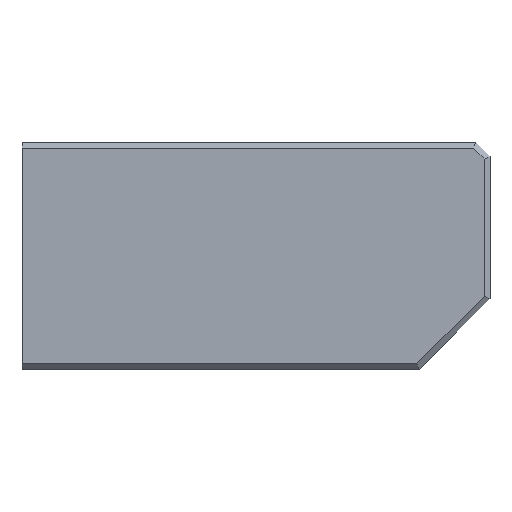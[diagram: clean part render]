
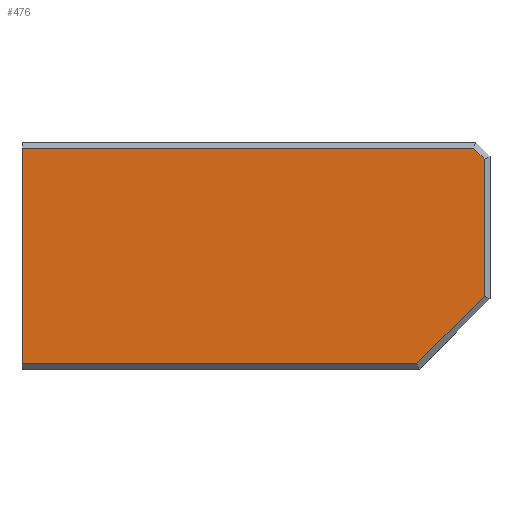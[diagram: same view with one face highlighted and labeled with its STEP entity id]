
A CAD part, top view. The second image highlights one B-rep face of the part: STEP entity #476.
In plain terms, the highlighted planar face has unit normal (0, 0, 1).
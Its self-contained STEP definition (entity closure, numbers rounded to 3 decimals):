
#112=FACE_OUTER_BOUND('',#139,.T.);
#139=EDGE_LOOP('',(#387,#388,#389,#390,#391,#392));
#178=LINE('',#762,#224);
#180=LINE('',#766,#226);
#183=LINE('',#772,#229);
#187=LINE('',#779,#233);
#189=LINE('',#783,#235);
#191=LINE('',#786,#237);
#224=VECTOR('',#605,10.);
#226=VECTOR('',#609,10.);
#229=VECTOR('',#614,10.);
#233=VECTOR('',#620,10.);
#235=VECTOR('',#624,10.);
#237=VECTOR('',#628,10.);
#265=VERTEX_POINT('',#759);
#266=VERTEX_POINT('',#761);
#267=VERTEX_POINT('',#765);
#269=VERTEX_POINT('',#771);
#271=VERTEX_POINT('',#778);
#272=VERTEX_POINT('',#782);
#305=EDGE_CURVE('',#265,#266,#178,.T.);
#307=EDGE_CURVE('',#266,#267,#180,.T.);
#310=EDGE_CURVE('',#267,#269,#183,.T.);
#314=EDGE_CURVE('',#269,#271,#187,.T.);
#316=EDGE_CURVE('',#271,#272,#189,.T.);
#318=EDGE_CURVE('',#265,#272,#191,.T.);
#387=ORIENTED_EDGE('',*,*,#316,.F.);
#388=ORIENTED_EDGE('',*,*,#314,.F.);
#389=ORIENTED_EDGE('',*,*,#310,.F.);
#390=ORIENTED_EDGE('',*,*,#307,.F.);
#391=ORIENTED_EDGE('',*,*,#305,.F.);
#392=ORIENTED_EDGE('',*,*,#318,.T.);
#456=PLANE('',#526);
#476=ADVANCED_FACE('',(#112),#456,.T.);
#526=AXIS2_PLACEMENT_3D('',#785,#626,#627);
#605=DIRECTION('',(1.,0.,0.));
#609=DIRECTION('',(0.707,-0.707,0.));
#614=DIRECTION('',(0.,-1.,0.));
#620=DIRECTION('',(-0.707,-0.707,0.));
#624=DIRECTION('',(-1.,0.,0.));
#626=DIRECTION('center_axis',(0.,0.,1.));
#627=DIRECTION('ref_axis',(1.,0.,0.));
#628=DIRECTION('',(0.,-1.,0.));
#759=CARTESIAN_POINT('',(-82.5,38.,7.5));
#761=CARTESIAN_POINT('',(76.672,38.,7.5));
#762=CARTESIAN_POINT('',(41.25,38.,7.5));
#765=CARTESIAN_POINT('',(80.5,34.172,7.5));
#766=CARTESIAN_POINT('',(67.961,46.711,7.5));
#771=CARTESIAN_POINT('',(80.5,-14.172,7.5));
#772=CARTESIAN_POINT('',(80.5,-20.,7.5));
#778=CARTESIAN_POINT('',(56.672,-38.,7.5));
#779=CARTESIAN_POINT('',(57.961,-36.711,7.5));
#782=CARTESIAN_POINT('',(-82.5,-38.,7.5));
#783=CARTESIAN_POINT('',(-41.25,-38.,7.5));
#785=CARTESIAN_POINT('Origin',(0.,0.,7.5));
#786=CARTESIAN_POINT('',(-82.5,40.,7.5));
